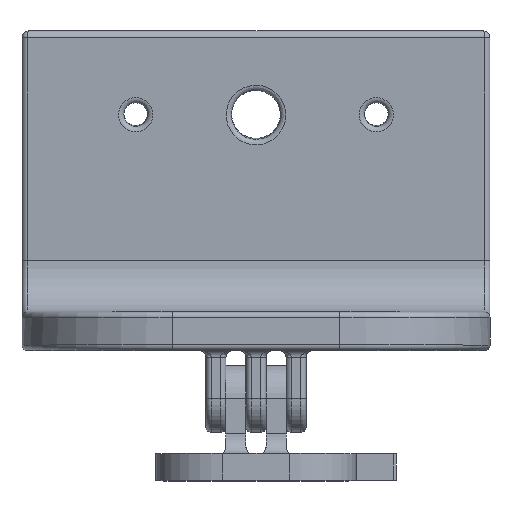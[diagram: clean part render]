
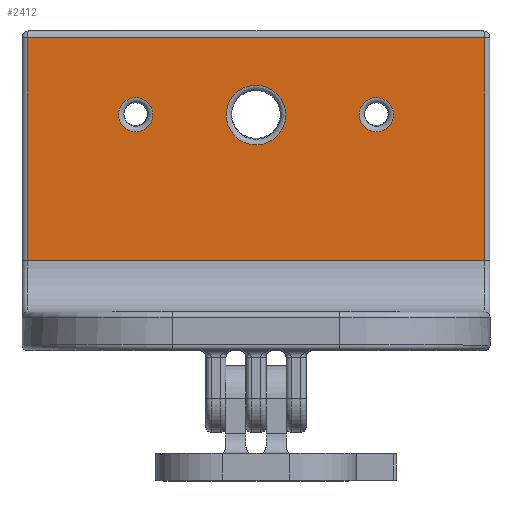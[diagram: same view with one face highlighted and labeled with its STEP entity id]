
A CAD part, top view. The second image highlights one B-rep face of the part: STEP entity #2412.
In plain terms, the highlighted planar face has unit normal (0, -0.033, 1).
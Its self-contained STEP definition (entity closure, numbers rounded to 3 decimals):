
#132=B_SPLINE_CURVE_WITH_KNOTS('',3,(#3699,#3700,#3701,#3702,#3703,#3704,
#3705,#3706,#3707,#3708),.UNSPECIFIED.,.T.,.F.,(4,1,1,1,1,1,1,4),(1.4,
1.8,2.2,2.6,3.,3.4,
3.8,4.2),.UNSPECIFIED.);
#171=FACE_BOUND('',#689,.T.);
#172=FACE_BOUND('',#690,.T.);
#173=FACE_BOUND('',#691,.T.);
#193=LINE('',#3690,#345);
#194=LINE('',#3692,#346);
#195=LINE('',#3694,#347);
#196=LINE('',#3695,#348);
#345=VECTOR('',#2910,10.);
#346=VECTOR('',#2911,10.);
#347=VECTOR('',#2912,10.);
#348=VECTOR('',#2913,10.);
#497=PLANE('',#2587);
#532=FACE_OUTER_BOUND('',#688,.T.);
#688=EDGE_LOOP('',(#1638,#1639,#1640,#1641));
#689=EDGE_LOOP('',(#1642));
#690=EDGE_LOOP('',(#1643));
#691=EDGE_LOOP('',(#1644));
#867=CIRCLE('',#2585,2.565);
#869=CIRCLE('',#2588,2.565);
#1033=VERTEX_POINT('',#3683);
#1034=VERTEX_POINT('',#3688);
#1035=VERTEX_POINT('',#3689);
#1036=VERTEX_POINT('',#3691);
#1037=VERTEX_POINT('',#3693);
#1038=VERTEX_POINT('',#3696);
#1039=VERTEX_POINT('',#3698);
#1259=EDGE_CURVE('',#1033,#1033,#867,.T.);
#1261=EDGE_CURVE('',#1034,#1035,#193,.T.);
#1262=EDGE_CURVE('',#1036,#1034,#194,.T.);
#1263=EDGE_CURVE('',#1037,#1036,#195,.T.);
#1264=EDGE_CURVE('',#1035,#1037,#196,.T.);
#1265=EDGE_CURVE('',#1038,#1038,#869,.T.);
#1266=EDGE_CURVE('',#1039,#1039,#132,.T.);
#1638=ORIENTED_EDGE('',*,*,#1261,.F.);
#1639=ORIENTED_EDGE('',*,*,#1262,.F.);
#1640=ORIENTED_EDGE('',*,*,#1263,.F.);
#1641=ORIENTED_EDGE('',*,*,#1264,.F.);
#1642=ORIENTED_EDGE('',*,*,#1265,.F.);
#1643=ORIENTED_EDGE('',*,*,#1266,.F.);
#1644=ORIENTED_EDGE('',*,*,#1259,.F.);
#2412=ADVANCED_FACE('',(#532,#171,#172,#173),#497,.F.);
#2585=AXIS2_PLACEMENT_3D('',#3685,#2904,#2905);
#2587=AXIS2_PLACEMENT_3D('',#3687,#2908,#2909);
#2588=AXIS2_PLACEMENT_3D('',#3697,#2914,#2915);
#2904=DIRECTION('center_axis',(0.,-0.033,
0.999));
#2905=DIRECTION('ref_axis',(-1.,0.,0.));
#2908=DIRECTION('center_axis',(0.,0.033,
-0.999));
#2909=DIRECTION('ref_axis',(-1.,0.,0.));
#2910=DIRECTION('',(0.,-0.999,-0.033));
#2911=DIRECTION('',(1.,0.,0.));
#2912=DIRECTION('',(0.,0.999,0.033));
#2913=DIRECTION('',(-1.,0.,0.));
#2914=DIRECTION('center_axis',(0.,-0.033,
0.999));
#2915=DIRECTION('ref_axis',(-1.,0.,0.));
#3683=CARTESIAN_POINT('',(15.436,16.534,28.045));
#3685=CARTESIAN_POINT('Origin',(18.,16.534,28.045));
#3687=CARTESIAN_POINT('Origin',(0.,4.1,27.639));
#3688=CARTESIAN_POINT('',(34.2,28.054,28.421));
#3689=CARTESIAN_POINT('',(34.2,-5.255,27.333));
#3690=CARTESIAN_POINT('',(34.2,16.593,28.047));
#3691=CARTESIAN_POINT('',(-34.2,28.054,28.421));
#3692=CARTESIAN_POINT('',(17.5,28.054,28.421));
#3693=CARTESIAN_POINT('',(-34.2,-5.255,27.333));
#3694=CARTESIAN_POINT('',(-34.2,-8.394,27.23));
#3695=CARTESIAN_POINT('',(17.5,-5.255,27.333));
#3696=CARTESIAN_POINT('',(-20.564,16.534,28.045));
#3697=CARTESIAN_POINT('Origin',(-18.,16.534,28.045));
#3698=CARTESIAN_POINT('',(0.103,20.957,28.189));
#3699=CARTESIAN_POINT('Ctrl Pts',(0.103,20.957,28.189));
#3700=CARTESIAN_POINT('Ctrl Pts',(-1.23,20.99,28.19));
#3701=CARTESIAN_POINT('Ctrl Pts',(-3.915,19.772,28.151));
#3702=CARTESIAN_POINT('Ctrl Pts',(-4.995,15.485,28.011));
#3703=CARTESIAN_POINT('Ctrl Pts',(-2.32,11.956,27.895));
#3704=CARTESIAN_POINT('Ctrl Pts',(2.105,11.863,27.892));
#3705=CARTESIAN_POINT('Ctrl Pts',(4.951,15.251,28.003));
#3706=CARTESIAN_POINT('Ctrl Pts',(4.057,19.588,28.145));
#3707=CARTESIAN_POINT('Ctrl Pts',(1.436,20.925,28.188));
#3708=CARTESIAN_POINT('Ctrl Pts',(0.103,20.957,28.189));
